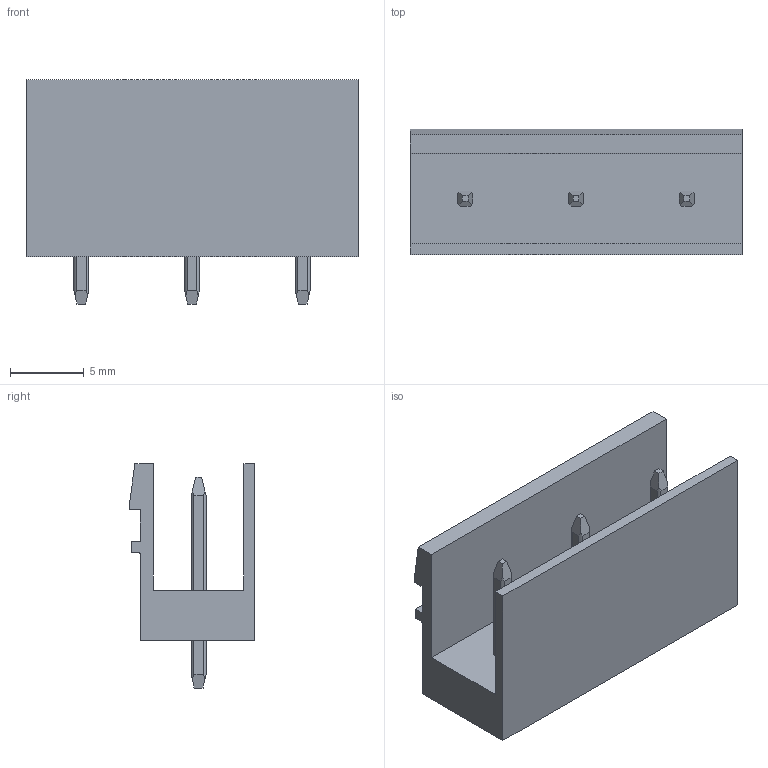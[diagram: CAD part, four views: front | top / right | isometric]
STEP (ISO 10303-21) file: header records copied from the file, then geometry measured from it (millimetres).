
FILE_DESCRIPTION(('CATIA V5 STEP Exchange','CAx-IF Rec.Pracs.--- Model Styling and Organization---1.2---2011-12-15'),'2;1');
FILE_NAME ('D1453822_0_1629030000_1629030000.stp','2018-10-29T04:25:24+00:00',('none'),('Weidmueller'),'CATIA Version 5-6 Release 2014','CATIA V5 STEP AP214','none');
FILE_SCHEMA(('AUTOMOTIVE_DESIGN { 1 0 10303 214 1 1 1 1 }'));
Length unit declared in the file: millimetre
Products named in the file (1): 1629030000
Bounding box: 22.5 x 8.5 x 15.2 mm (x, y, z)
Volume: 992.9 mm3; surface area: 1595.1 mm2
Topology: 4 solids, 4 shells, 97 faces, 267 edges, 178 vertices
Faces by surface type: plane 71, cylinder 26
Entity records: 2918 total; most frequent: CARTESIAN_POINT 678, ORIENTED_EDGE 534, DIRECTION 323, EDGE_CURVE 267, VERTEX_POINT 178, VECTOR 167, LINE 167, EDGE_LOOP 103
